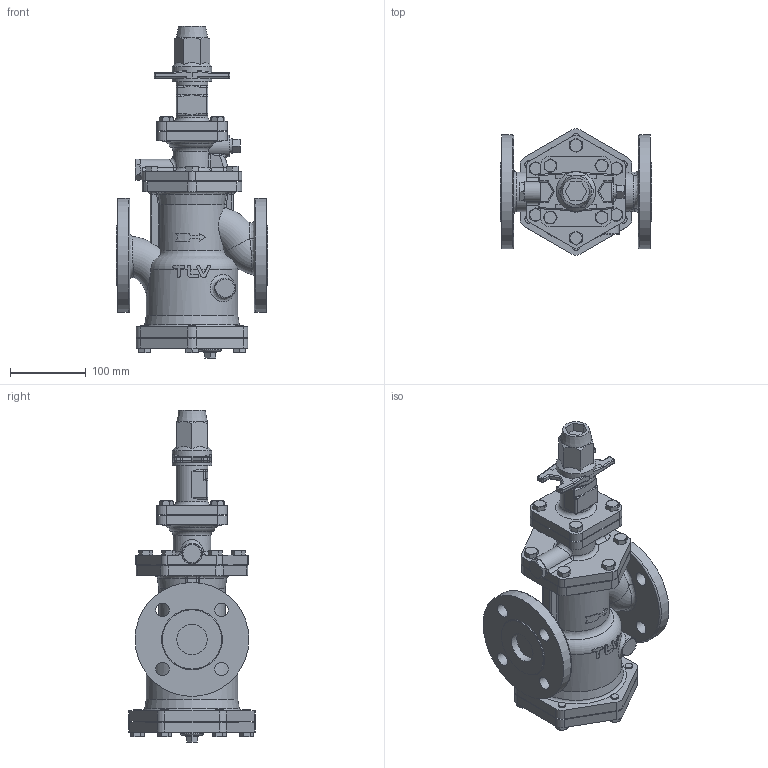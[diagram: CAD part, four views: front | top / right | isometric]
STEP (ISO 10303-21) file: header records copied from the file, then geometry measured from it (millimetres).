
FILE_DESCRIPTION(/* description */ (''),/* implementation_level */ '2;1');
FILE_NAME(/* name */ 'csr16-040-e0025-01.stp',/* time_stamp */ '2014-10-03T15:06:33+09:00',/* author */ ('nakaot'),/* organization */ (''),/* preprocessor_version */ 'ST-DEVELOPER v15.6',/* originating_system */ 'Autodesk Inventor 2015',/* authorisation */ '');
FILE_SCHEMA (('AUTOMOTIVE_DESIGN { 1 0 10303 214 3 1 1 }'));
Length unit declared in the file: millimetre
Products named in the file (1): csr16-040-e0025-01
Bounding box: 200 x 166.29 x 437 mm (x, y, z)
Volume: 3622422.6 mm3; surface area: 358174.4 mm2
Topology: 1 solids, 2 shells, 732 faces, 1740 edges, 1064 vertices
Faces by surface type: plane 295, cylinder 196, cone 122, bspline 79, torus 30, sphere 10
Full cylindrical faces by diameter (mm): 10 x26, 12 x16, 13.889 x1, 18 x8, 27 x1, 28 x1, 30 x1, 40 x2, 42 x1, 50 x1, 52 x2, 78 x2, 100 x1, 104 x2, 120 x1, 150 x2
Entity records: 23200 total; most frequent: CARTESIAN_POINT 7582, ORIENTED_EDGE 3238, DIRECTION 3112, EDGE_CURVE 1619, AXIS2_PLACEMENT_3D 1238, VERTEX_POINT 1045, EDGE_LOOP 934, FACE_OUTER_BOUND 732
